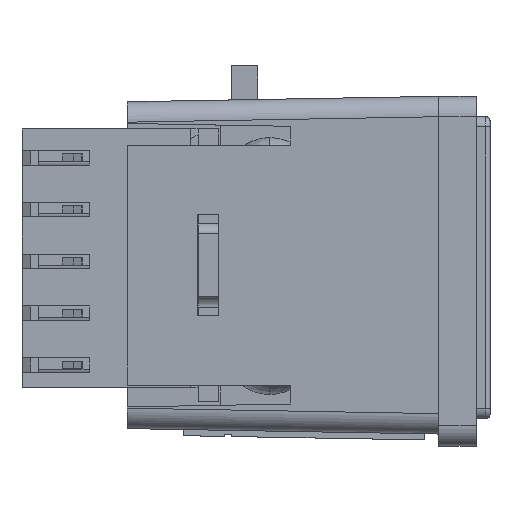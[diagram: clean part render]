
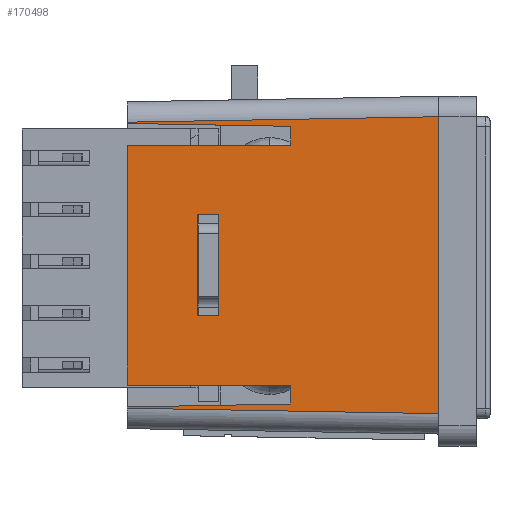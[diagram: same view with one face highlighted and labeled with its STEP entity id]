
A CAD part, left-side view. The second image highlights one B-rep face of the part: STEP entity #170498.
In plain terms, the highlighted planar face has unit normal (-1, 0.018, 0).
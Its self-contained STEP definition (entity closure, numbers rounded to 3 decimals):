
#1308 = EDGE_CURVE ( 'NONE', #55592, #17877, #184119, .T. ) ;
#3190 = LINE ( 'NONE', #101006, #124653 ) ;
#4326 = EDGE_CURVE ( 'NONE', #22679, #176297, #86559, .T. ) ;
#6578 = VECTOR ( 'NONE', #24326, 1000. ) ;
#6711 = CARTESIAN_POINT ( 'NONE',  ( -57.985, 1.589, 2.2 ) ) ;
#9092 = LINE ( 'NONE', #41601, #6578 ) ;
#11064 = CARTESIAN_POINT ( 'NONE',  ( -57.853, 9.131, 3. ) ) ;
#11688 = CARTESIAN_POINT ( 'NONE',  ( -57.792, 12.63, 11.35 ) ) ;
#12801 = CARTESIAN_POINT ( 'NONE',  ( -57.714, 17.1, 3. ) ) ;
#13566 = CARTESIAN_POINT ( 'NONE',  ( -57.792, 12.63, 6.4 ) ) ;
#16576 = EDGE_CURVE ( 'NONE', #144545, #176297, #103066, .T. ) ;
#17877 = VERTEX_POINT ( 'NONE', #160351 ) ;
#18341 = ORIENTED_EDGE ( 'NONE', *, *, #167399, .T. ) ;
#19487 = LINE ( 'NONE', #49684, #131380 ) ;
#20763 = CARTESIAN_POINT ( 'NONE',  ( -57.853, 9.1, 3. ) ) ;
#22679 = VERTEX_POINT ( 'NONE', #164437 ) ;
#23519 = EDGE_CURVE ( 'NONE', #129067, #146572, #184543, .T. ) ;
#23698 = CARTESIAN_POINT ( 'NONE',  ( -57.98, 1.85, 1.8 ) ) ;
#24326 = DIRECTION ( 'NONE',  ( 0., 0., 1. ) ) ;
#24518 = EDGE_CURVE ( 'NONE', #127995, #22679, #115066, .T. ) ;
#24868 = LINE ( 'NONE', #71896, #115374 ) ;
#24953 = DIRECTION ( 'NONE',  ( -0.017, -1., 0. ) ) ;
#24956 = DIRECTION ( 'NONE',  ( -0.017, -1., -0.017 ) ) ;
#26120 = VECTOR ( 'NONE', #59514, 1000. ) ;
#32080 = CARTESIAN_POINT ( 'NONE',  ( -57.774, 13.68, 11.35 ) ) ;
#36607 = EDGE_CURVE ( 'NONE', #85457, #127995, #176368, .T. ) ;
#38891 = VECTOR ( 'NONE', #79332, 1000. ) ;
#39148 = EDGE_CURVE ( 'NONE', #85457, #129067, #194935, .T. ) ;
#39692 = DIRECTION ( 'NONE',  ( 0.017, 1., 0. ) ) ;
#41601 = CARTESIAN_POINT ( 'NONE',  ( -57.853, 9.1, 17.15 ) ) ;
#41607 = CARTESIAN_POINT ( 'NONE',  ( -57.714, 17.1, 17.15 ) ) ;
#42605 = ORIENTED_EDGE ( 'NONE', *, *, #4326, .T. ) ;
#44659 = CARTESIAN_POINT ( 'NONE',  ( -57.98, 1.833, 16.15 ) ) ;
#46043 = VECTOR ( 'NONE', #24956, 1000. ) ;
#46819 = EDGE_CURVE ( 'NONE', #166772, #57770, #3190, .T. ) ;
#49029 = DIRECTION ( 'NONE',  ( 0., 0., -1. ) ) ;
#49392 = ORIENTED_EDGE ( 'NONE', *, *, #81878, .F. ) ;
#49579 = VERTEX_POINT ( 'NONE', #11688 ) ;
#49684 = CARTESIAN_POINT ( 'NONE',  ( -57.714, 17.1, 17.15 ) ) ;
#50089 = EDGE_CURVE ( 'NONE', #17877, #58299, #128928, .T. ) ;
#50185 = ORIENTED_EDGE ( 'NONE', *, *, #46819, .T. ) ;
#55300 = ORIENTED_EDGE ( 'NONE', *, *, #1308, .T. ) ;
#55592 = VERTEX_POINT ( 'NONE', #13566 ) ;
#55804 = DIRECTION ( 'NONE',  ( 0.017, 1., 0. ) ) ;
#57770 = VERTEX_POINT ( 'NONE', #152371 ) ;
#58299 = VERTEX_POINT ( 'NONE', #32080 ) ;
#58904 = DIRECTION ( 'NONE',  ( 0., 0., -1. ) ) ;
#59514 = DIRECTION ( 'NONE',  ( 0., 0., -1. ) ) ;
#59533 = LINE ( 'NONE', #118745, #26120 ) ;
#59744 = VERTEX_POINT ( 'NONE', #168579 ) ;
#61380 = LINE ( 'NONE', #193156, #116153 ) ;
#70858 = ORIENTED_EDGE ( 'NONE', *, *, #16576, .F. ) ;
#71354 = DIRECTION ( 'NONE',  ( 0., 0., -1. ) ) ;
#71896 = CARTESIAN_POINT ( 'NONE',  ( -57.984, 1.633, 15.551 ) ) ;
#71912 = ORIENTED_EDGE ( 'NONE', *, *, #153765, .T. ) ;
#72120 = PLANE ( 'NONE',  #175828 ) ;
#72361 = CARTESIAN_POINT ( 'NONE',  ( -57.853, 9.1, 15.681 ) ) ;
#77126 = DIRECTION ( 'NONE',  ( 0., 0., 1. ) ) ;
#77153 = CARTESIAN_POINT ( 'NONE',  ( -57.98, 1.85, 16.15 ) ) ;
#79332 = DIRECTION ( 'NONE',  ( 0.017, 1., 0. ) ) ;
#81878 = EDGE_CURVE ( 'NONE', #191318, #196113, #24868, .T. ) ;
#85457 = VERTEX_POINT ( 'NONE', #126940 ) ;
#86559 = LINE ( 'NONE', #100757, #46043 ) ;
#88634 = CARTESIAN_POINT ( 'NONE',  ( -57.714, 17.1, 1.929 ) ) ;
#90484 = CARTESIAN_POINT ( 'NONE',  ( -57.853, 9.1, 0. ) ) ;
#92681 = CARTESIAN_POINT ( 'NONE',  ( -57.98, 1.85, 6.4 ) ) ;
#94988 = VECTOR ( 'NONE', #77126, 1000. ) ;
#100757 = CARTESIAN_POINT ( 'NONE',  ( -57.975, 2.121, 1.605 ) ) ;
#101006 = CARTESIAN_POINT ( 'NONE',  ( -57.98, 1.85, 14.75 ) ) ;
#102267 = VECTOR ( 'NONE', #71354, 1000. ) ;
#102284 = ORIENTED_EDGE ( 'NONE', *, *, #36607, .T. ) ;
#103066 = LINE ( 'NONE', #182226, #160148 ) ;
#103115 = ORIENTED_EDGE ( 'NONE', *, *, #39148, .F. ) ;
#110917 = DIRECTION ( 'NONE',  ( 0., 0., -1. ) ) ;
#111214 = DIRECTION ( 'NONE',  ( 0.017, 1., -0.017 ) ) ;
#112669 = CARTESIAN_POINT ( 'NONE',  ( -57.774, 13.68, 17.15 ) ) ;
#113380 = LINE ( 'NONE', #44659, #189432 ) ;
#115066 = LINE ( 'NONE', #172020, #174507 ) ;
#115374 = VECTOR ( 'NONE', #136392, 1000. ) ;
#116153 = VECTOR ( 'NONE', #24953, 1000. ) ;
#117291 = CARTESIAN_POINT ( 'NONE',  ( -57.792, 12.63, 17.15 ) ) ;
#118708 = DIRECTION ( 'NONE',  ( -1., 0.017, 0. ) ) ;
#118745 = CARTESIAN_POINT ( 'NONE',  ( -57.98, 1.85, 17.15 ) ) ;
#118987 = ORIENTED_EDGE ( 'NONE', *, *, #50089, .T. ) ;
#119444 = CARTESIAN_POINT ( 'NONE',  ( -57.714, 17.1, 15.821 ) ) ;
#124653 = VECTOR ( 'NONE', #55804, 1000. ) ;
#125875 = ORIENTED_EDGE ( 'NONE', *, *, #149083, .T. ) ;
#126940 = CARTESIAN_POINT ( 'NONE',  ( -57.853, 9.1, 2.069 ) ) ;
#127995 = VERTEX_POINT ( 'NONE', #88634 ) ;
#128661 = EDGE_CURVE ( 'NONE', #59744, #157450, #59533, .T. ) ;
#128928 = LINE ( 'NONE', #112669, #150362 ) ;
#129067 = VERTEX_POINT ( 'NONE', #20763 ) ;
#131380 = VECTOR ( 'NONE', #49029, 1000. ) ;
#135395 = ORIENTED_EDGE ( 'NONE', *, *, #23519, .F. ) ;
#136178 = FACE_BOUND ( 'NONE', #175743, .T. ) ;
#136392 = DIRECTION ( 'NONE',  ( 0.017, 1., 0.017 ) ) ;
#137774 = EDGE_CURVE ( 'NONE', #166772, #191318, #9092, .T. ) ;
#140276 = CARTESIAN_POINT ( 'NONE',  ( -57.98, 1.85, 1.6 ) ) ;
#142790 = LINE ( 'NONE', #117291, #102267 ) ;
#142992 = CARTESIAN_POINT ( 'NONE',  ( -57.98, 1.85, 1.8 ) ) ;
#143357 = ORIENTED_EDGE ( 'NONE', *, *, #128661, .F. ) ;
#144545 = VERTEX_POINT ( 'NONE', #23698 ) ;
#144944 = DIRECTION ( 'NONE',  ( 0., 0., -1. ) ) ;
#145479 = CARTESIAN_POINT ( 'NONE',  ( -57.853, 9.1, 14.75 ) ) ;
#146336 = VECTOR ( 'NONE', #58904, 1000. ) ;
#146572 = VERTEX_POINT ( 'NONE', #12801 ) ;
#149083 = EDGE_CURVE ( 'NONE', #59744, #172332, #113380, .T. ) ;
#149931 = ORIENTED_EDGE ( 'NONE', *, *, #184792, .T. ) ;
#150362 = VECTOR ( 'NONE', #189052, 1000. ) ;
#152371 = CARTESIAN_POINT ( 'NONE',  ( -57.714, 17.1, 14.75 ) ) ;
#152401 = DIRECTION ( 'NONE',  ( 0., 0., -1. ) ) ;
#153735 = ORIENTED_EDGE ( 'NONE', *, *, #180464, .T. ) ;
#153741 = DIRECTION ( 'NONE',  ( 0.017, 1., -0.017 ) ) ;
#153765 = EDGE_CURVE ( 'NONE', #58299, #49579, #61380, .T. ) ;
#157450 = VERTEX_POINT ( 'NONE', #77153 ) ;
#160148 = VECTOR ( 'NONE', #152401, 1000. ) ;
#160351 = CARTESIAN_POINT ( 'NONE',  ( -57.774, 13.68, 6.4 ) ) ;
#163917 = DIRECTION ( 'NONE',  ( -0.017, -1., 0. ) ) ;
#164437 = CARTESIAN_POINT ( 'NONE',  ( -57.714, 17.1, 1.866 ) ) ;
#165419 = LINE ( 'NONE', #41607, #146336 ) ;
#166772 = VERTEX_POINT ( 'NONE', #145479 ) ;
#167399 = EDGE_CURVE ( 'NONE', #49579, #55592, #142790, .T. ) ;
#168579 = CARTESIAN_POINT ( 'NONE',  ( -57.98, 1.85, 16.15 ) ) ;
#170498 = ADVANCED_FACE ( 'NONE', ( #136178, #178876 ), #72120, .T. ) ;
#172020 = CARTESIAN_POINT ( 'NONE',  ( -57.714, 17.1, 17.15 ) ) ;
#172332 = VERTEX_POINT ( 'NONE', #181587 ) ;
#174507 = VECTOR ( 'NONE', #110917, 1000. ) ;
#174700 = VECTOR ( 'NONE', #144944, 1000. ) ;
#175743 = EDGE_LOOP ( 'NONE', ( #118987, #71912, #18341, #55300 ) ) ;
#175828 = AXIS2_PLACEMENT_3D ( 'NONE', #180473, #118708, #163917 ) ;
#176297 = VERTEX_POINT ( 'NONE', #140276 ) ;
#176368 = LINE ( 'NONE', #6711, #181194 ) ;
#178876 = FACE_OUTER_BOUND ( 'NONE', #195184, .T. ) ;
#180464 = EDGE_CURVE ( 'NONE', #57770, #146572, #19487, .T. ) ;
#180473 = CARTESIAN_POINT ( 'NONE',  ( -57.98, 1.85, 17.15 ) ) ;
#181194 = VECTOR ( 'NONE', #111214, 1000. ) ;
#181587 = CARTESIAN_POINT ( 'NONE',  ( -57.714, 17.1, 15.884 ) ) ;
#182226 = CARTESIAN_POINT ( 'NONE',  ( -57.98, 1.85, 17.15 ) ) ;
#183015 = ORIENTED_EDGE ( 'NONE', *, *, #24518, .T. ) ;
#184119 = LINE ( 'NONE', #92681, #38891 ) ;
#184543 = LINE ( 'NONE', #11064, #196487 ) ;
#184792 = EDGE_CURVE ( 'NONE', #172332, #196113, #165419, .T. ) ;
#187721 = EDGE_CURVE ( 'NONE', #157450, #144545, #189036, .T. ) ;
#189036 = LINE ( 'NONE', #142992, #174700 ) ;
#189052 = DIRECTION ( 'NONE',  ( 0., 0., 1. ) ) ;
#189432 = VECTOR ( 'NONE', #153741, 1000. ) ;
#190981 = ORIENTED_EDGE ( 'NONE', *, *, #137774, .F. ) ;
#191222 = ORIENTED_EDGE ( 'NONE', *, *, #187721, .F. ) ;
#191318 = VERTEX_POINT ( 'NONE', #72361 ) ;
#193156 = CARTESIAN_POINT ( 'NONE',  ( -57.98, 1.85, 11.35 ) ) ;
#194935 = LINE ( 'NONE', #90484, #94988 ) ;
#195184 = EDGE_LOOP ( 'NONE', ( #143357, #125875, #149931, #49392, #190981, #50185, #153735, #135395, #103115, #102284, #183015, #42605, #70858, #191222 ) ) ;
#196113 = VERTEX_POINT ( 'NONE', #119444 ) ;
#196487 = VECTOR ( 'NONE', #39692, 1000. ) ;
